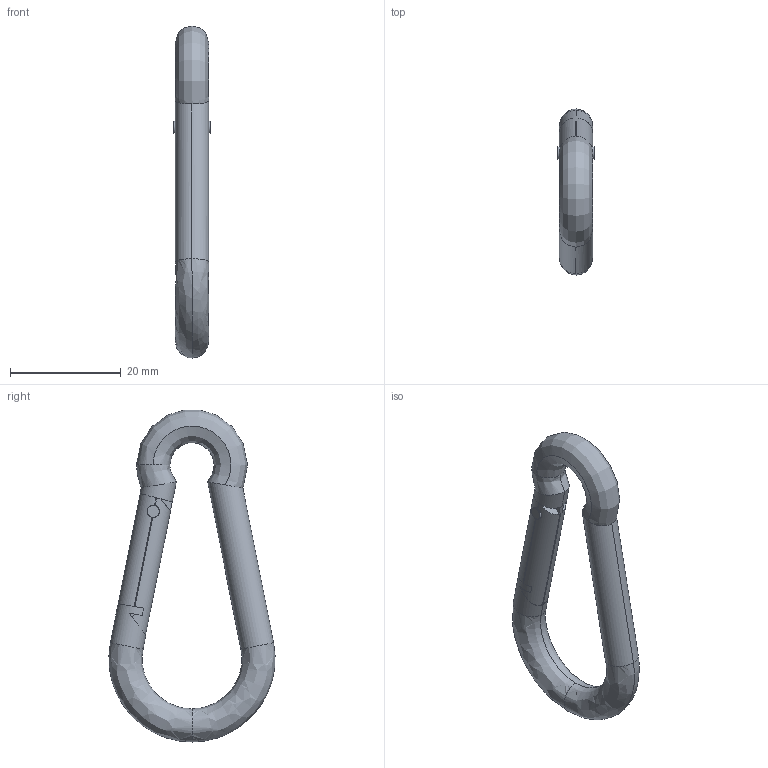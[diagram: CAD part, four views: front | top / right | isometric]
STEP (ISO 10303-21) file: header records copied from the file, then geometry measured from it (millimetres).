
FILE_DESCRIPTION (( 'STEP AP214' ), '1' );
FILE_NAME ('7630030', '2019-01-31T12:06:00', ( '' ), ('JUGARD+KÜNSTNER GmbH'), 'SwSTEP 2.0', 'SolidWorks 2017', '' );
FILE_SCHEMA (( 'AUTOMOTIVE_DESIGN' ));
Length unit declared in the file: millimetre
Products named in the file (1): 7630030_CNAJF00
Bounding box: 6.5 x 29.98 x 59.91 mm (x, y, z)
Volume: 3709.2 mm3; surface area: 2495.6 mm2
Topology: 1 solids, 1 shells, 60 faces, 159 edges, 100 vertices
Faces by surface type: plane 39, cylinder 14, bspline 7
Entity records: 3140 total; most frequent: CARTESIAN_POINT 1807, ORIENTED_EDGE 318, DIRECTION 196, EDGE_CURVE 159, VERTEX_POINT 100, B_SPLINE_CURVE_WITH_KNOTS 83, AXIS2_PLACEMENT_3D 67, LINE 62
